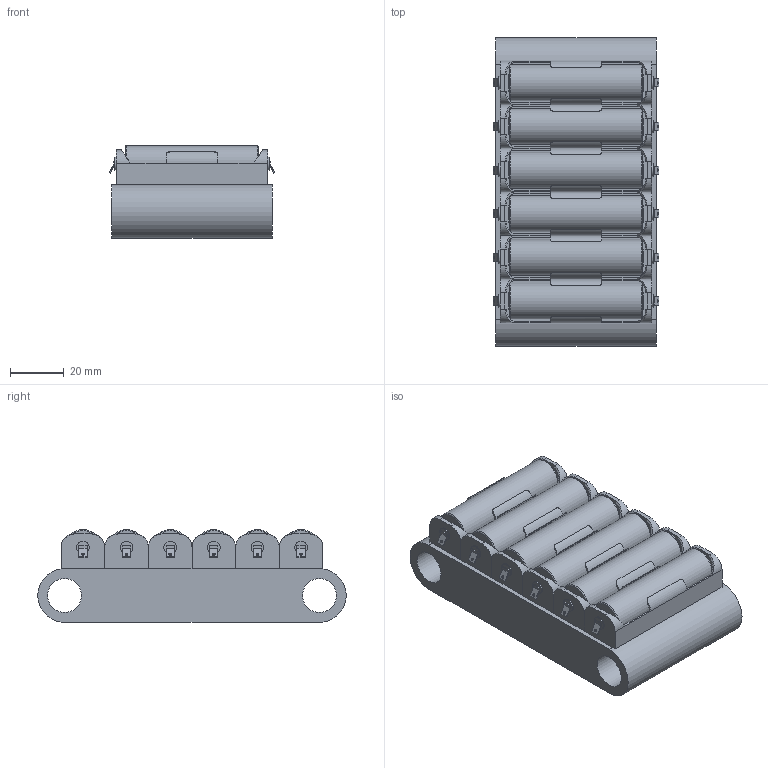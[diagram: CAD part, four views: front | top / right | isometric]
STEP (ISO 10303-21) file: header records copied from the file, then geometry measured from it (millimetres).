
FILE_DESCRIPTION(/* description */ (''),/* implementation_level */ '2;1');
FILE_NAME(/* name */ 'Middle holder.step',/* time_stamp */ '2025-12-22T22:11:54-08:00',/* author */ (''),/* organization */ (''),/* preprocessor_version */ 'ST-DEVELOPER v20.1',/* originating_system */ 'Autodesk Translation Framework v14.21.0.0',/* authorisation */ '');
FILE_SCHEMA (('AUTOMOTIVE_DESIGN { 1 0 10303 214 3 1 1 }'));
Length unit declared in the file: millimetre
Products named in the file (3): middle holder; Component1; BCAAL-SINGLE AA BATHOLDER
Assembly tree (2 placements, depth 2):
  middle holder
    Component1
    BCAAL-SINGLE AA BATHOLDER
Bounding box: 61.78 x 115 x 34.54 mm (x, y, z)
Volume: 174383.2 mm3; surface area: 62124.6 mm2
Topology: 7 solids, 7 shells, 518 faces, 1266 edges, 780 vertices
Faces by surface type: plane 292, cylinder 178, bspline 36, torus 12
Full cylindrical faces by diameter (mm): 0.986 x12, 2.667 x12, 4.775 x12, 12.7 x2
Entity records: 21027 total; most frequent: CARTESIAN_POINT 8593, ORIENTED_EDGE 2532, DIRECTION 2452, EDGE_CURVE 1266, AXIS2_PLACEMENT_3D 819, LINE 814, VECTOR 814, VERTEX_POINT 780
